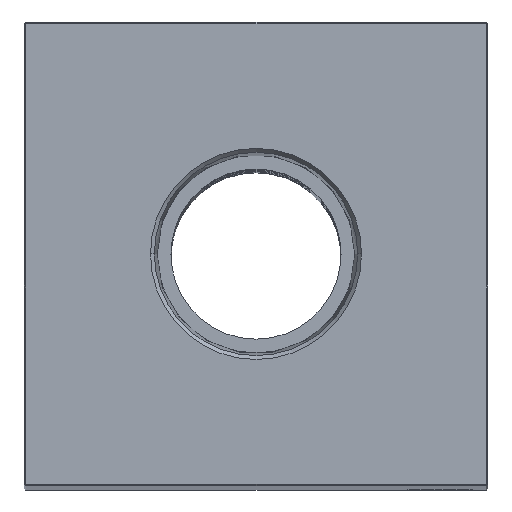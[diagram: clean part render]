
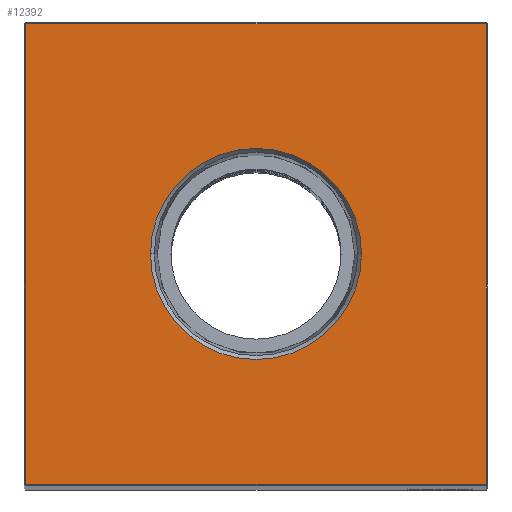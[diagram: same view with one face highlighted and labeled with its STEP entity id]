
A CAD part, top view. The second image highlights one B-rep face of the part: STEP entity #12392.
In plain terms, the highlighted planar face has unit normal (0, 0, 1).
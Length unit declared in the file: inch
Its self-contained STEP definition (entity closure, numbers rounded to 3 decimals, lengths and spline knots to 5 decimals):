
#750 = DIRECTION ( 'NONE',  ( 1., 0., 0. ) ) ;
#899 = VERTEX_POINT ( 'NONE', #23413 ) ;
#1035 = CARTESIAN_POINT ( 'NONE',  ( 0., 0., 15.25 ) ) ;
#1492 = VERTEX_POINT ( 'NONE', #11452 ) ;
#2692 = ORIENTED_EDGE ( 'NONE', *, *, #25563, .T. ) ;
#2766 = LINE ( 'NONE', #11091, #14656 ) ;
#3322 = VECTOR ( 'NONE', #14913, 39.37008 ) ;
#3869 = LINE ( 'NONE', #16433, #3891 ) ;
#3891 = VECTOR ( 'NONE', #16286, 39.37008 ) ;
#5391 = VERTEX_POINT ( 'NONE', #19790 ) ;
#5399 = VERTEX_POINT ( 'NONE', #21729 ) ;
#5454 = CIRCLE ( 'NONE', #21168, 0.68248 ) ;
#5761 = EDGE_CURVE ( 'NONE', #1492, #5391, #3869, .T. ) ;
#6521 = FACE_BOUND ( 'NONE', #21799, .T. ) ;
#6583 = LINE ( 'NONE', #19412, #3322 ) ;
#6927 = DIRECTION ( 'NONE',  ( 0., 0., -1. ) ) ;
#7502 = EDGE_CURVE ( 'NONE', #899, #7574, #8696, .T. ) ;
#7574 = VERTEX_POINT ( 'NONE', #22180 ) ;
#7901 = LINE ( 'NONE', #20603, #19884 ) ;
#8696 = CIRCLE ( 'NONE', #13487, 0.68248 ) ;
#8942 = CARTESIAN_POINT ( 'NONE',  ( 0., 0., 15.25 ) ) ;
#9050 = DIRECTION ( 'NONE',  ( 0., 1., 0. ) ) ;
#9528 = ORIENTED_EDGE ( 'NONE', *, *, #19809, .F. ) ;
#10339 = EDGE_LOOP ( 'NONE', ( #19868, #13980, #2692, #22655 ) ) ;
#10504 = FACE_OUTER_BOUND ( 'NONE', #10339, .T. ) ;
#11091 = CARTESIAN_POINT ( 'NONE',  ( 1.49, 0., 15.25 ) ) ;
#11452 = CARTESIAN_POINT ( 'NONE',  ( 1.49, 1.49, 15.25 ) ) ;
#12392 = ADVANCED_FACE ( 'NONE', ( #10504, #6521 ), #17302, .F. ) ;
#13487 = AXIS2_PLACEMENT_3D ( 'NONE', #8942, #23693, #750 ) ;
#13980 = ORIENTED_EDGE ( 'NONE', *, *, #25461, .T. ) ;
#14656 = VECTOR ( 'NONE', #9050, 39.37008 ) ;
#14913 = DIRECTION ( 'NONE',  ( 1., 0., 0. ) ) ;
#16286 = DIRECTION ( 'NONE',  ( -1., 0., 0. ) ) ;
#16433 = CARTESIAN_POINT ( 'NONE',  ( 0., 1.49, 15.25 ) ) ;
#17302 = PLANE ( 'NONE',  #18457 ) ;
#18457 = AXIS2_PLACEMENT_3D ( 'NONE', #25660, #6927, #22925 ) ;
#19412 = CARTESIAN_POINT ( 'NONE',  ( 0., -1.49, 15.25 ) ) ;
#19790 = CARTESIAN_POINT ( 'NONE',  ( -1.49, 1.49, 15.25 ) ) ;
#19809 = EDGE_CURVE ( 'NONE', #7574, #899, #5454, .T. ) ;
#19868 = ORIENTED_EDGE ( 'NONE', *, *, #26119, .T. ) ;
#19884 = VECTOR ( 'NONE', #24572, 39.37008 ) ;
#20127 = DIRECTION ( 'NONE',  ( 0., 0., 1. ) ) ;
#20158 = CARTESIAN_POINT ( 'NONE',  ( -1.49, -1.49, 15.25 ) ) ;
#20603 = CARTESIAN_POINT ( 'NONE',  ( -1.49, 0., 15.25 ) ) ;
#21168 = AXIS2_PLACEMENT_3D ( 'NONE', #1035, #20127, #26441 ) ;
#21729 = CARTESIAN_POINT ( 'NONE',  ( 1.49, -1.49, 15.25 ) ) ;
#21799 = EDGE_LOOP ( 'NONE', ( #9528, #24195 ) ) ;
#22180 = CARTESIAN_POINT ( 'NONE',  ( 0.68248, 0., 15.25 ) ) ;
#22655 = ORIENTED_EDGE ( 'NONE', *, *, #5761, .T. ) ;
#22925 = DIRECTION ( 'NONE',  ( -1., 0., 0. ) ) ;
#23413 = CARTESIAN_POINT ( 'NONE',  ( -0.68248, 0., 15.25 ) ) ;
#23693 = DIRECTION ( 'NONE',  ( 0., 0., 1. ) ) ;
#23793 = VERTEX_POINT ( 'NONE', #20158 ) ;
#24195 = ORIENTED_EDGE ( 'NONE', *, *, #7502, .F. ) ;
#24572 = DIRECTION ( 'NONE',  ( 0., -1., 0. ) ) ;
#25461 = EDGE_CURVE ( 'NONE', #23793, #5399, #6583, .T. ) ;
#25563 = EDGE_CURVE ( 'NONE', #5399, #1492, #2766, .T. ) ;
#25660 = CARTESIAN_POINT ( 'NONE',  ( 0., 0., 15.25 ) ) ;
#26119 = EDGE_CURVE ( 'NONE', #5391, #23793, #7901, .T. ) ;
#26441 = DIRECTION ( 'NONE',  ( 1., 0., 0. ) ) ;
